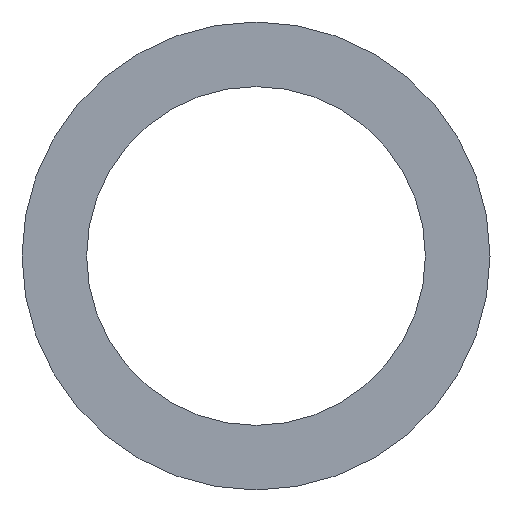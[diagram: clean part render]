
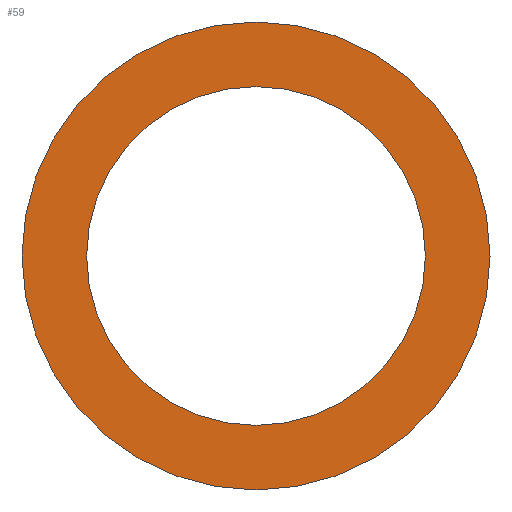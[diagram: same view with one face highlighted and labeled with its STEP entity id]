
A CAD part, left-side view. The second image highlights one B-rep face of the part: STEP entity #59.
In plain terms, the highlighted planar face has unit normal (-1, 0, 0).
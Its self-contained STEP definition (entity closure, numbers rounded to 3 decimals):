
#57 = EDGE_CURVE( '', #95, #99, #127, .T. );
#59 = ADVANCED_FACE( '', ( #129, #130 ), #131, .F. );
#71 = EDGE_CURVE( '', #75, #85, #145, .T. );
#75 = VERTEX_POINT( '', #150 );
#77 = EDGE_CURVE( '', #85, #75, #152, .T. );
#85 = VERTEX_POINT( '', #161 );
#95 = VERTEX_POINT( '', #173 );
#99 = VERTEX_POINT( '', #177 );
#101 = EDGE_CURVE( '', #99, #95, #179, .T. );
#127 = CIRCLE( '', #201, 18.1 );
#129 = FACE_OUTER_BOUND( '', #203, .T. );
#130 = FACE_BOUND( '', #204, .T. );
#131 = PLANE( '', #205 );
#145 = CIRCLE( '', #221, 25. );
#150 = CARTESIAN_POINT( '', ( 0., 0., 25. ) );
#152 = CIRCLE( '', #229, 25. );
#161 = CARTESIAN_POINT( '', ( 0., 0., -25. ) );
#173 = CARTESIAN_POINT( '', ( 0., 0., 18.1 ) );
#177 = CARTESIAN_POINT( '', ( 0., 0., -18.1 ) );
#179 = CIRCLE( '', #260, 18.1 );
#201 = AXIS2_PLACEMENT_3D( '', #271, #272, #273 );
#203 = EDGE_LOOP( '', ( #275, #276 ) );
#204 = EDGE_LOOP( '', ( #277, #278 ) );
#205 = AXIS2_PLACEMENT_3D( '', #279, #280, #281 );
#221 = AXIS2_PLACEMENT_3D( '', #300, #301, #302 );
#229 = AXIS2_PLACEMENT_3D( '', #311, #312, #313 );
#260 = AXIS2_PLACEMENT_3D( '', #339, #340, #341 );
#271 = CARTESIAN_POINT( '', ( 0., 0., 0. ) );
#272 = DIRECTION( '', ( 1., 0., 0. ) );
#273 = DIRECTION( '', ( 0., 0., -1. ) );
#275 = ORIENTED_EDGE( '', *, *, #77, .F. );
#276 = ORIENTED_EDGE( '', *, *, #71, .F. );
#277 = ORIENTED_EDGE( '', *, *, #101, .T. );
#278 = ORIENTED_EDGE( '', *, *, #57, .T. );
#279 = CARTESIAN_POINT( '', ( 0., 0., 0. ) );
#280 = DIRECTION( '', ( 1., 0., 0. ) );
#281 = DIRECTION( '', ( 0., 0., -1. ) );
#300 = CARTESIAN_POINT( '', ( 0., 0., 0. ) );
#301 = DIRECTION( '', ( 1., 0., 0. ) );
#302 = DIRECTION( '', ( 0., 0., -1. ) );
#311 = CARTESIAN_POINT( '', ( 0., 0., 0. ) );
#312 = DIRECTION( '', ( 1., 0., 0. ) );
#313 = DIRECTION( '', ( 0., 0., -1. ) );
#339 = CARTESIAN_POINT( '', ( 0., 0., 0. ) );
#340 = DIRECTION( '', ( 1., 0., 0. ) );
#341 = DIRECTION( '', ( 0., 0., -1. ) );
